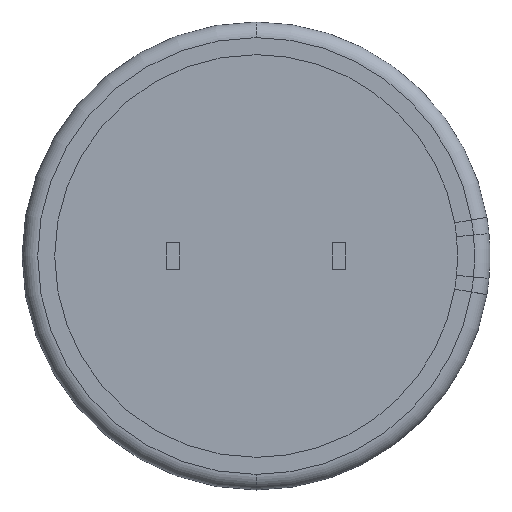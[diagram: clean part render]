
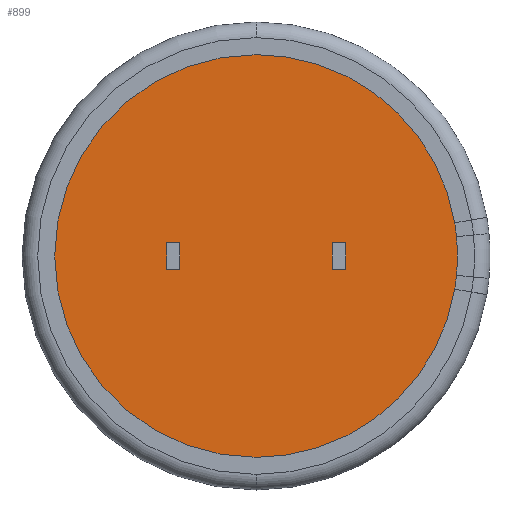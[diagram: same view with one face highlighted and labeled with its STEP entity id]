
A CAD part, front view. The second image highlights one B-rep face of the part: STEP entity #899.
In plain terms, the highlighted planar face has unit normal (0, -1, 0).
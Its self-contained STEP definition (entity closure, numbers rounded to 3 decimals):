
#32 = DIRECTION ( 'NONE',  ( 0., 0., -1. ) ) ;
#37 = AXIS2_PLACEMENT_3D ( 'NONE', #1424, #1392, #100 ) ;
#76 = AXIS2_PLACEMENT_3D ( 'NONE', #1200, #1056, #32 ) ;
#87 = CARTESIAN_POINT ( 'NONE',  ( 0., 0.15, 0. ) ) ;
#88 = DIRECTION ( 'NONE',  ( 0., 0., -1. ) ) ;
#100 = DIRECTION ( 'NONE',  ( 0., 0., -1. ) ) ;
#174 = DIRECTION ( 'NONE',  ( 0., 0., -1. ) ) ;
#198 = EDGE_CURVE ( 'NONE', #209, #486, #1670, .T. ) ;
#205 = CARTESIAN_POINT ( 'NONE',  ( 0., 0.15, 0. ) ) ;
#209 = VERTEX_POINT ( 'NONE', #1319 ) ;
#226 = AXIS2_PLACEMENT_3D ( 'NONE', #87, #580, #1140 ) ;
#295 = DIRECTION ( 'NONE',  ( 0., -1., 0. ) ) ;
#348 = DIRECTION ( 'NONE',  ( 0., -1., 0. ) ) ;
#361 = DIRECTION ( 'NONE',  ( 0., 0., -1. ) ) ;
#405 = CARTESIAN_POINT ( 'NONE',  ( 0., 0.15, 9.25 ) ) ;
#412 = CIRCLE ( 'NONE', #1799, 9.25 ) ;
#421 = EDGE_CURVE ( 'NONE', #1702, #941, #1005, .T. ) ;
#486 = VERTEX_POINT ( 'NONE', #555 ) ;
#499 = CARTESIAN_POINT ( 'NONE',  ( 0., 0.15, -9.25 ) ) ;
#555 = CARTESIAN_POINT ( 'NONE',  ( 9.207, 0.15, -0.887 ) ) ;
#580 = DIRECTION ( 'NONE',  ( 0., -1., 0. ) ) ;
#587 = PLANE ( 'NONE',  #963 ) ;
#596 = EDGE_CURVE ( 'NONE', #486, #1702, #412, .T. ) ;
#607 = CARTESIAN_POINT ( 'NONE',  ( 0., 0.15, 0. ) ) ;
#635 = AXIS2_PLACEMENT_3D ( 'NONE', #205, #1142, #88 ) ;
#748 = CARTESIAN_POINT ( 'NONE',  ( 9.207, 0.15, 0.887 ) ) ;
#816 = AXIS2_PLACEMENT_3D ( 'NONE', #607, #348, #361 ) ;
#836 = ORIENTED_EDGE ( 'NONE', *, *, #1167, .T. ) ;
#838 = FACE_OUTER_BOUND ( 'NONE', #1338, .T. ) ;
#850 = DIRECTION ( 'NONE',  ( 0., 0., -1. ) ) ;
#899 = ADVANCED_FACE ( 'NONE', ( #838 ), #587, .T. ) ;
#906 = ORIENTED_EDGE ( 'NONE', *, *, #421, .T. ) ;
#941 = VERTEX_POINT ( 'NONE', #1258 ) ;
#963 = AXIS2_PLACEMENT_3D ( 'NONE', #1378, #295, #850 ) ;
#1005 = CIRCLE ( 'NONE', #635, 9.25 ) ;
#1010 = EDGE_CURVE ( 'NONE', #1495, #209, #1650, .T. ) ;
#1056 = DIRECTION ( 'NONE',  ( 0., -1., 0. ) ) ;
#1140 = DIRECTION ( 'NONE',  ( 0., 0., -1. ) ) ;
#1142 = DIRECTION ( 'NONE',  ( 0., -1., 0. ) ) ;
#1167 = EDGE_CURVE ( 'NONE', #941, #1613, #1726, .T. ) ;
#1194 = CARTESIAN_POINT ( 'NONE',  ( 0., 0.15, 0. ) ) ;
#1200 = CARTESIAN_POINT ( 'NONE',  ( 0., 0.15, 0. ) ) ;
#1207 = DIRECTION ( 'NONE',  ( 0., -1., 0. ) ) ;
#1213 = CIRCLE ( 'NONE', #226, 9.25 ) ;
#1258 = CARTESIAN_POINT ( 'NONE',  ( 9.123, 0.15, 1.527 ) ) ;
#1319 = CARTESIAN_POINT ( 'NONE',  ( 9.123, 0.15, -1.527 ) ) ;
#1338 = EDGE_LOOP ( 'NONE', ( #1598, #1427, #906, #836, #1428, #1380 ) ) ;
#1378 = CARTESIAN_POINT ( 'NONE',  ( 0., 0.15, 0. ) ) ;
#1380 = ORIENTED_EDGE ( 'NONE', *, *, #1010, .T. ) ;
#1392 = DIRECTION ( 'NONE',  ( 0., -1., 0. ) ) ;
#1424 = CARTESIAN_POINT ( 'NONE',  ( 0., 0.15, 0. ) ) ;
#1427 = ORIENTED_EDGE ( 'NONE', *, *, #596, .T. ) ;
#1428 = ORIENTED_EDGE ( 'NONE', *, *, #1782, .T. ) ;
#1495 = VERTEX_POINT ( 'NONE', #499 ) ;
#1598 = ORIENTED_EDGE ( 'NONE', *, *, #198, .T. ) ;
#1613 = VERTEX_POINT ( 'NONE', #405 ) ;
#1650 = CIRCLE ( 'NONE', #76, 9.25 ) ;
#1670 = CIRCLE ( 'NONE', #816, 9.25 ) ;
#1702 = VERTEX_POINT ( 'NONE', #748 ) ;
#1726 = CIRCLE ( 'NONE', #37, 9.25 ) ;
#1782 = EDGE_CURVE ( 'NONE', #1613, #1495, #1213, .T. ) ;
#1799 = AXIS2_PLACEMENT_3D ( 'NONE', #1194, #1207, #174 ) ;
